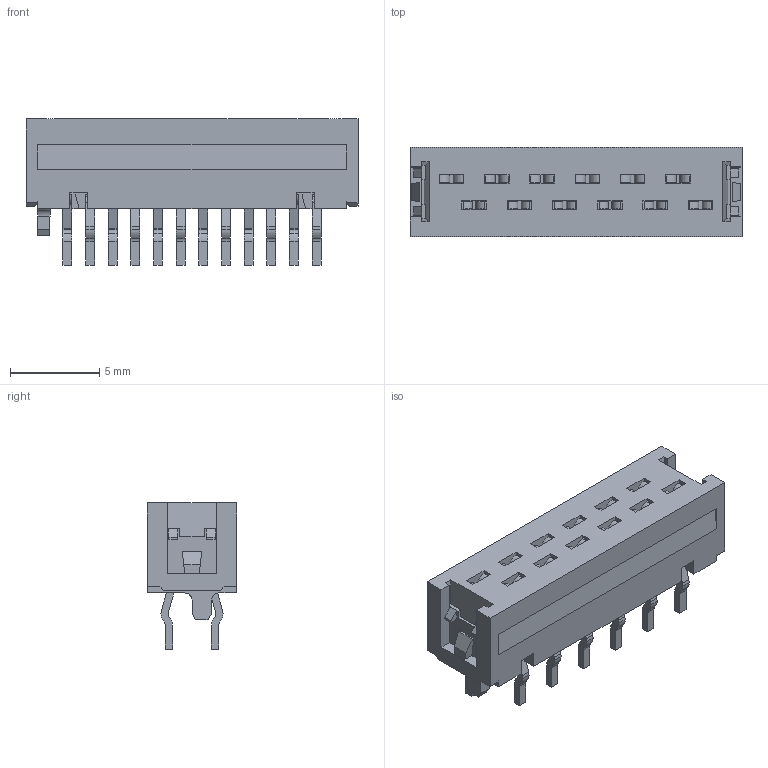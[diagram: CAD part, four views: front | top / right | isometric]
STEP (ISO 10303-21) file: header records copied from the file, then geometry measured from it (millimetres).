
FILE_DESCRIPTION(('STEP AP242'),'1');
FILE_NAME('8-215570-2.stp','2022-08-26T13:22:49',('TraceParts'),('TraceParts S.A.'),'Spatial InterOp 3D',' ',' ');
FILE_SCHEMA(('AP242_MANAGED_MODEL_BASED_3D_ENGINEERING_MIM_LF {1 0 10303 442 1 1 4}'));
Length unit declared in the file: millimetre
Products named in the file (1): 8-215570-2
Bounding box: 18.62 x 5 x 8.2 mm (x, y, z)
Volume: 406.4 mm3; surface area: 673.2 mm2
Topology: 1 solids, 1 shells, 622 faces, 1746 edges, 1152 vertices
Faces by surface type: plane 476, cylinder 146
Entity records: 19879 total; most frequent: CARTESIAN_POINT 3537, ORIENTED_EDGE 3492, DIRECTION 3280, EDGE_CURVE 1746, LINE 1454, VECTOR 1454, VERTEX_POINT 1152, AXIS2_PLACEMENT_3D 913
